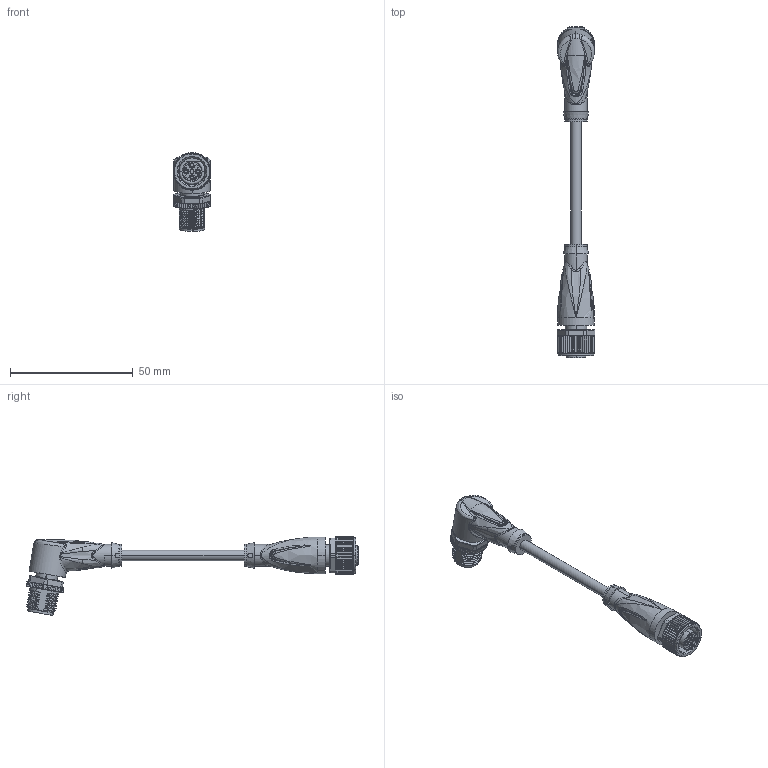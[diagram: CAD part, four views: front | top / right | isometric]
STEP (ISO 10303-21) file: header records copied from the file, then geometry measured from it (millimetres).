
FILE_DESCRIPTION(('STEP AP214'),'1');
FILE_NAME('cctmp_66A22BBB-6D6B-4209-900D-E7CECD9A28CE_2022_04_27_10_34_41_0872..stp','2022-04-27T08:34:51',('KiM GmbH'),('CADClick - www.CADClick.com'),'Spatial InterOp 3D postprocessed',' ','unknown authorization');
FILE_SCHEMA(('AUTOMOTIVE_DESIGN'));
Length unit declared in the file: millimetre
Products named in the file (9): Connection2; Connection2_2; Connection2_1; T195601_1; Cable; Connection1; Connection1_2; Connection1_1; T195601
Assembly tree (8 placements, depth 4):
  T195601
    T195601_1
      Connection2
        Connection2_2
        Connection2_1
      Cable
      Connection1
        Connection1_2
        Connection1_1
Bounding box: 15.4 x 135.38 x 32.12 mm (x, y, z)
Volume: 12242.6 mm3; surface area: 9010.5 mm2
Topology: 7 solids, 29 shells, 2192 faces, 5715 edges, 3605 vertices
Faces by surface type: plane 975, cylinder 477, torus 309, bspline 290, cone 131, sphere 6, extrusion 4
Entity records: 105200 total; most frequent: CARTESIAN_POINT 46693, ORIENTED_EDGE 11342, DIRECTION 10071, EDGE_CURVE 5693, AXIS2_PLACEMENT_3D 3614, VERTEX_POINT 3605, VECTOR 2843, LINE 2839
